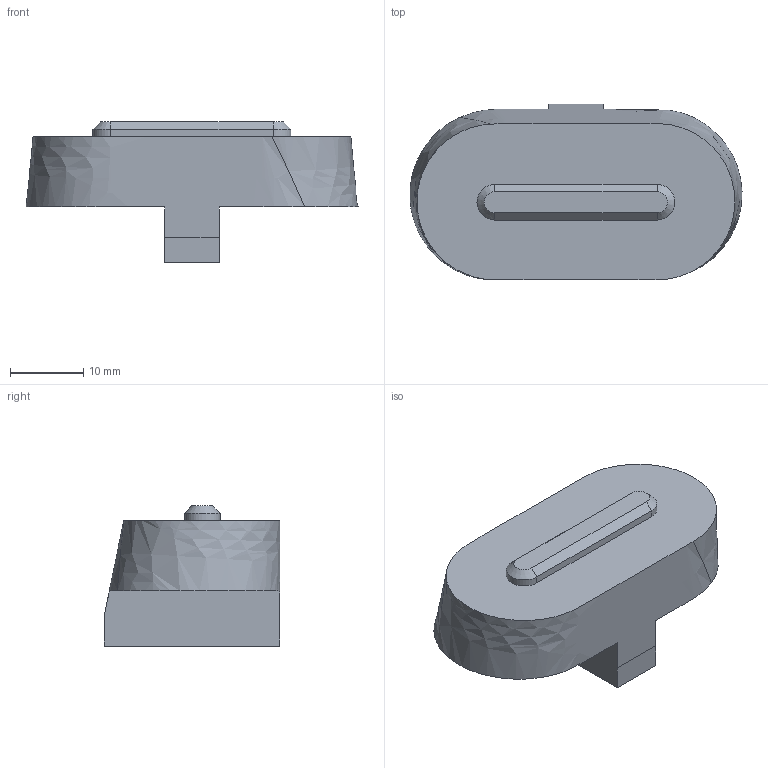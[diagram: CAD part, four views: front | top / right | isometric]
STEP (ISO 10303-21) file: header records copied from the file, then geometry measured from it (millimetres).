
FILE_DESCRIPTION(/* description */ (''),/* implementation_level */ '2;1');
FILE_NAME(/* name */ 'Toaster_lever_11_6_22 v6.step',/* time_stamp */ '2022-11-06T17:05:23-05:00',/* author */ (''),/* organization */ (''),/* preprocessor_version */ 'ST-DEVELOPER v19.2',/* originating_system */ 'Autodesk Translation Framework v11.17.0.187',/* authorisation */ '');
FILE_SCHEMA (('AUTOMOTIVE_DESIGN { 1 0 10303 214 3 1 1 }'));
Length unit declared in the file: millimetre
Products named in the file (1): Toaster_lever_11_6_22
Bounding box: 45.29 x 24.01 x 19.12 mm (x, y, z)
Volume: 9245.2 mm3; surface area: 3794.6 mm2
Topology: 1 solids, 1 shells, 24 faces, 56 edges, 36 vertices
Faces by surface type: plane 18, bspline 2, cone 2, cylinder 2
Entity records: 1652 total; most frequent: CARTESIAN_POINT 1096, ORIENTED_EDGE 112, DIRECTION 94, EDGE_CURVE 56, LINE 36, VECTOR 36, VERTEX_POINT 36, AXIS2_PLACEMENT_3D 29
